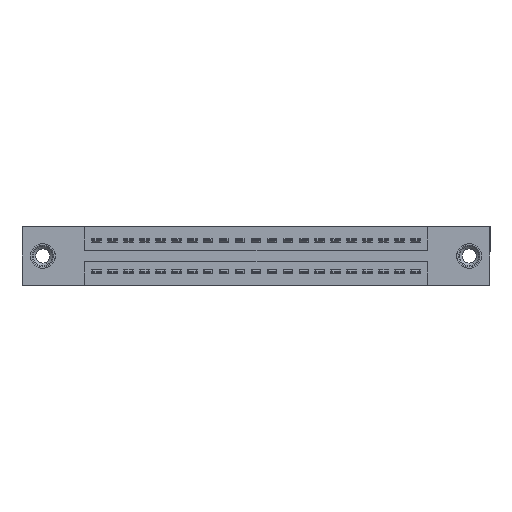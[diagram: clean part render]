
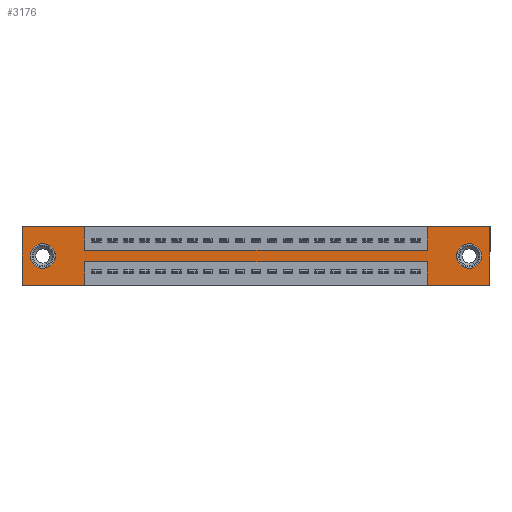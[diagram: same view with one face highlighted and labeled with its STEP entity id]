
A CAD part, front view. The second image highlights one B-rep face of the part: STEP entity #3176.
In plain terms, the highlighted planar face has unit normal (0, -1, 0).
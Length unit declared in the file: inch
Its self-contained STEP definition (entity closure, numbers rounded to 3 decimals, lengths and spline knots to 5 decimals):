
#124 = FACE_BOUND ( 'NONE', #2942, .T. ) ;
#411 = EDGE_CURVE ( 'NONE', #18167, #8618, #20296, .T. ) ;
#533 = VERTEX_POINT ( 'NONE', #14673 ) ;
#832 = DIRECTION ( 'NONE',  ( 0., 0., -1. ) ) ;
#920 = CARTESIAN_POINT ( 'NONE',  ( 0., 0., -0.37 ) ) ;
#1046 = DIRECTION ( 'NONE',  ( 0., 1., 0. ) ) ;
#1057 = EDGE_LOOP ( 'NONE', ( #10975, #5904 ) ) ;
#1140 = AXIS2_PLACEMENT_3D ( 'NONE', #920, #14086, #4355 ) ;
#1229 = CARTESIAN_POINT ( 'NONE',  ( 0., 0., 0. ) ) ;
#1257 = DIRECTION ( 'NONE',  ( 0., 0., -1. ) ) ;
#1305 = DIRECTION ( 'NONE',  ( 0., 1., 0. ) ) ;
#1334 = CARTESIAN_POINT ( 'NONE',  ( 2.805, 0., -0.185 ) ) ;
#1404 = AXIS2_PLACEMENT_3D ( 'NONE', #10972, #1046, #12572 ) ;
#1701 = ORIENTED_EDGE ( 'NONE', *, *, #21004, .F. ) ;
#1940 = EDGE_CURVE ( 'NONE', #13825, #18852, #14120, .T. ) ;
#2643 = DIRECTION ( 'NONE',  ( -1., 0., 0. ) ) ;
#2942 = EDGE_LOOP ( 'NONE', ( #3404, #9622 ) ) ;
#3015 = DIRECTION ( 'NONE',  ( 1., 0., 0. ) ) ;
#3149 = DIRECTION ( 'NONE',  ( 0., 0., -1. ) ) ;
#3176 = ADVANCED_FACE ( 'NONE', ( #124, #17175, #13310 ), #18959, .T. ) ;
#3244 = CARTESIAN_POINT ( 'NONE',  ( 2.5425, 0., -0.15 ) ) ;
#3291 = DIRECTION ( 'NONE',  ( 1., 0., 0. ) ) ;
#3355 = EDGE_CURVE ( 'NONE', #20087, #5893, #17935, .T. ) ;
#3404 = ORIENTED_EDGE ( 'NONE', *, *, #12370, .T. ) ;
#3477 = VECTOR ( 'NONE', #19604, 39.37008 ) ;
#4355 = DIRECTION ( 'NONE',  ( 0., 0., -1. ) ) ;
#4424 = EDGE_CURVE ( 'NONE', #5893, #20363, #10482, .T. ) ;
#4656 = DIRECTION ( 'NONE',  ( 0., 0., 1. ) ) ;
#4738 = ORIENTED_EDGE ( 'NONE', *, *, #12070, .F. ) ;
#4865 = CARTESIAN_POINT ( 'NONE',  ( 0., 0., 0. ) ) ;
#4917 = VECTOR ( 'NONE', #3015, 39.37008 ) ;
#5052 = EDGE_LOOP ( 'NONE', ( #16635, #17431, #5943, #8268, #4738, #5308, #8137, #9118, #9379, #12447, #1701, #14054 ) ) ;
#5257 = VECTOR ( 'NONE', #3291, 39.37008 ) ;
#5308 = ORIENTED_EDGE ( 'NONE', *, *, #9690, .F. ) ;
#5893 = VERTEX_POINT ( 'NONE', #3244 ) ;
#5904 = ORIENTED_EDGE ( 'NONE', *, *, #9005, .T. ) ;
#5943 = ORIENTED_EDGE ( 'NONE', *, *, #12711, .F. ) ;
#6544 = DIRECTION ( 'NONE',  ( 0., 1., 0. ) ) ;
#6596 = VECTOR ( 'NONE', #8594, 39.37008 ) ;
#6845 = VERTEX_POINT ( 'NONE', #10396 ) ;
#6889 = DIRECTION ( 'NONE',  ( 0., 1., 0. ) ) ;
#6943 = CARTESIAN_POINT ( 'NONE',  ( 2.5425, 0., -0.37 ) ) ;
#7050 = VECTOR ( 'NONE', #832, 39.37008 ) ;
#7974 = LINE ( 'NONE', #18381, #20476 ) ;
#7975 = CARTESIAN_POINT ( 'NONE',  ( 0.3925, 0., -0.15 ) ) ;
#8057 = VERTEX_POINT ( 'NONE', #13662 ) ;
#8121 = CARTESIAN_POINT ( 'NONE',  ( 2.805, 0., -0.263 ) ) ;
#8137 = ORIENTED_EDGE ( 'NONE', *, *, #4424, .F. ) ;
#8268 = ORIENTED_EDGE ( 'NONE', *, *, #13608, .F. ) ;
#8594 = DIRECTION ( 'NONE',  ( 0., 0., 1. ) ) ;
#8618 = VERTEX_POINT ( 'NONE', #13682 ) ;
#8873 = LINE ( 'NONE', #4865, #12665 ) ;
#9005 = EDGE_CURVE ( 'NONE', #10932, #9056, #15219, .T. ) ;
#9056 = VERTEX_POINT ( 'NONE', #16398 ) ;
#9118 = ORIENTED_EDGE ( 'NONE', *, *, #3355, .F. ) ;
#9335 = VERTEX_POINT ( 'NONE', #20369 ) ;
#9379 = ORIENTED_EDGE ( 'NONE', *, *, #9404, .F. ) ;
#9404 = EDGE_CURVE ( 'NONE', #8057, #20087, #20051, .T. ) ;
#9622 = ORIENTED_EDGE ( 'NONE', *, *, #1940, .T. ) ;
#9690 = EDGE_CURVE ( 'NONE', #20363, #14423, #14398, .T. ) ;
#9934 = CIRCLE ( 'NONE', #1404, 0.078 ) ;
#9959 = VECTOR ( 'NONE', #20203, 39.37008 ) ;
#9976 = VERTEX_POINT ( 'NONE', #12154 ) ;
#10396 = CARTESIAN_POINT ( 'NONE',  ( 2.5425, 0., -0.37 ) ) ;
#10417 = LINE ( 'NONE', #1229, #18570 ) ;
#10482 = LINE ( 'NONE', #18583, #9959 ) ;
#10885 = CARTESIAN_POINT ( 'NONE',  ( 2.5425, 0., 0. ) ) ;
#10932 = VERTEX_POINT ( 'NONE', #16041 ) ;
#10972 = CARTESIAN_POINT ( 'NONE',  ( 2.805, 0., -0.185 ) ) ;
#10975 = ORIENTED_EDGE ( 'NONE', *, *, #17344, .T. ) ;
#11248 = LINE ( 'NONE', #11481, #19385 ) ;
#11435 = VECTOR ( 'NONE', #2643, 39.37008 ) ;
#11473 = CARTESIAN_POINT ( 'NONE',  ( 0., 0., 0. ) ) ;
#11481 = CARTESIAN_POINT ( 'NONE',  ( 2.935, 0., 0. ) ) ;
#11641 = VECTOR ( 'NONE', #16211, 39.37008 ) ;
#12070 = EDGE_CURVE ( 'NONE', #14423, #14882, #11248, .T. ) ;
#12154 = CARTESIAN_POINT ( 'NONE',  ( 2.5425, 0., -0.22 ) ) ;
#12370 = EDGE_CURVE ( 'NONE', #18852, #13825, #9934, .T. ) ;
#12447 = ORIENTED_EDGE ( 'NONE', *, *, #21106, .F. ) ;
#12572 = DIRECTION ( 'NONE',  ( 0., 0., -1. ) ) ;
#12665 = VECTOR ( 'NONE', #12961, 39.37008 ) ;
#12711 = EDGE_CURVE ( 'NONE', #6845, #9976, #19612, .T. ) ;
#12946 = CARTESIAN_POINT ( 'NONE',  ( 0., 0., -0.37 ) ) ;
#12961 = DIRECTION ( 'NONE',  ( 1., 0., 0. ) ) ;
#13310 = FACE_OUTER_BOUND ( 'NONE', #5052, .T. ) ;
#13397 = AXIS2_PLACEMENT_3D ( 'NONE', #16667, #6889, #18299 ) ;
#13608 = EDGE_CURVE ( 'NONE', #14882, #6845, #20089, .T. ) ;
#13662 = CARTESIAN_POINT ( 'NONE',  ( 0.3925, 0., 0. ) ) ;
#13682 = CARTESIAN_POINT ( 'NONE',  ( 0., 0., -0.37 ) ) ;
#13811 = CIRCLE ( 'NONE', #13397, 0.078 ) ;
#13825 = VERTEX_POINT ( 'NONE', #8121 ) ;
#14054 = ORIENTED_EDGE ( 'NONE', *, *, #411, .F. ) ;
#14086 = DIRECTION ( 'NONE',  ( 0., -1., 0. ) ) ;
#14120 = CIRCLE ( 'NONE', #18619, 0.078 ) ;
#14398 = LINE ( 'NONE', #11473, #5257 ) ;
#14423 = VERTEX_POINT ( 'NONE', #17134 ) ;
#14673 = CARTESIAN_POINT ( 'NONE',  ( 0.3925, 0., -0.22 ) ) ;
#14882 = VERTEX_POINT ( 'NONE', #16534 ) ;
#15219 = CIRCLE ( 'NONE', #21262, 0.078 ) ;
#15483 = CARTESIAN_POINT ( 'NONE',  ( 0.3925, 0., -0.37 ) ) ;
#15759 = CARTESIAN_POINT ( 'NONE',  ( 0., 0., -0.37 ) ) ;
#16041 = CARTESIAN_POINT ( 'NONE',  ( 0.13, 0., -0.263 ) ) ;
#16211 = DIRECTION ( 'NONE',  ( -1., 0., 0. ) ) ;
#16272 = CARTESIAN_POINT ( 'NONE',  ( 0.3925, 0., -0.37 ) ) ;
#16334 = CARTESIAN_POINT ( 'NONE',  ( 0.13, 0., -0.185 ) ) ;
#16398 = CARTESIAN_POINT ( 'NONE',  ( 0.13, 0., -0.107 ) ) ;
#16519 = LINE ( 'NONE', #16272, #3477 ) ;
#16534 = CARTESIAN_POINT ( 'NONE',  ( 2.935, 0., -0.37 ) ) ;
#16635 = ORIENTED_EDGE ( 'NONE', *, *, #21134, .F. ) ;
#16667 = CARTESIAN_POINT ( 'NONE',  ( 0.13, 0., -0.185 ) ) ;
#16961 = EDGE_CURVE ( 'NONE', #9976, #533, #7974, .T. ) ;
#17118 = CARTESIAN_POINT ( 'NONE',  ( 2.805, 0., -0.107 ) ) ;
#17134 = CARTESIAN_POINT ( 'NONE',  ( 2.935, 0., 0. ) ) ;
#17175 = FACE_BOUND ( 'NONE', #1057, .T. ) ;
#17218 = CARTESIAN_POINT ( 'NONE',  ( 0.3925, 0., -0.15 ) ) ;
#17344 = EDGE_CURVE ( 'NONE', #9056, #10932, #13811, .T. ) ;
#17431 = ORIENTED_EDGE ( 'NONE', *, *, #16961, .F. ) ;
#17935 = LINE ( 'NONE', #7975, #4917 ) ;
#17972 = DIRECTION ( 'NONE',  ( 0., 0., 1. ) ) ;
#18167 = VERTEX_POINT ( 'NONE', #15483 ) ;
#18299 = DIRECTION ( 'NONE',  ( 0., 0., 1. ) ) ;
#18381 = CARTESIAN_POINT ( 'NONE',  ( 0.3925, 0., -0.22 ) ) ;
#18570 = VECTOR ( 'NONE', #4656, 39.37008 ) ;
#18583 = CARTESIAN_POINT ( 'NONE',  ( 2.5425, 0., 0. ) ) ;
#18619 = AXIS2_PLACEMENT_3D ( 'NONE', #1334, #1305, #1257 ) ;
#18852 = VERTEX_POINT ( 'NONE', #17118 ) ;
#18959 = PLANE ( 'NONE',  #1140 ) ;
#19385 = VECTOR ( 'NONE', #3149, 39.37008 ) ;
#19604 = DIRECTION ( 'NONE',  ( 0., 0., -1. ) ) ;
#19612 = LINE ( 'NONE', #6943, #6596 ) ;
#20005 = DIRECTION ( 'NONE',  ( -1., 0., 0. ) ) ;
#20051 = LINE ( 'NONE', #20508, #7050 ) ;
#20087 = VERTEX_POINT ( 'NONE', #17218 ) ;
#20089 = LINE ( 'NONE', #15759, #11435 ) ;
#20203 = DIRECTION ( 'NONE',  ( 0., 0., 1. ) ) ;
#20296 = LINE ( 'NONE', #12946, #11641 ) ;
#20363 = VERTEX_POINT ( 'NONE', #10885 ) ;
#20369 = CARTESIAN_POINT ( 'NONE',  ( 0., 0., 0. ) ) ;
#20476 = VECTOR ( 'NONE', #20005, 39.37008 ) ;
#20508 = CARTESIAN_POINT ( 'NONE',  ( 0.3925, 0., 0. ) ) ;
#21004 = EDGE_CURVE ( 'NONE', #8618, #9335, #10417, .T. ) ;
#21106 = EDGE_CURVE ( 'NONE', #9335, #8057, #8873, .T. ) ;
#21134 = EDGE_CURVE ( 'NONE', #533, #18167, #16519, .T. ) ;
#21262 = AXIS2_PLACEMENT_3D ( 'NONE', #16334, #6544, #17972 ) ;
